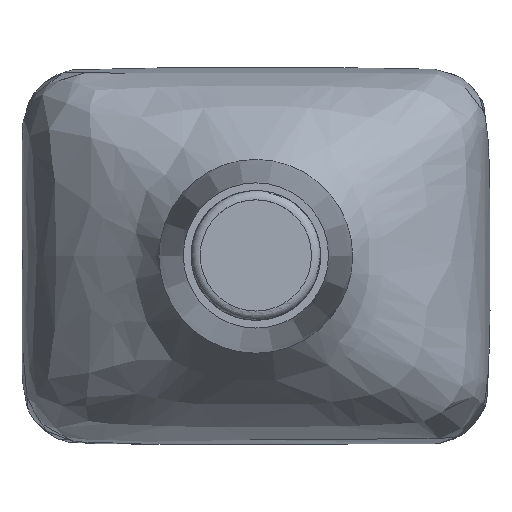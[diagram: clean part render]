
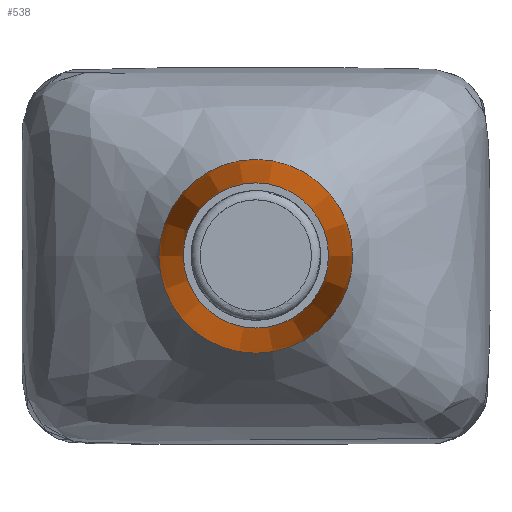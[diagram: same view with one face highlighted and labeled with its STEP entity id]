
A CAD part, top view. The second image highlights one B-rep face of the part: STEP entity #538.
In plain terms, the highlighted conical face has half-angle 3.215 degrees and reference radius 20 mm.
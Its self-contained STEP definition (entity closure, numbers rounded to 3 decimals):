
#20=CONICAL_SURFACE('',#585,20.,0.056);
#58=FACE_OUTER_BOUND('',#84,.T.);
#84=EDGE_LOOP('',(#501,#502,#503,#504));
#97=CIRCLE('',#581,20.);
#98=CIRCLE('',#584,15.);
#170=LINE('',#9297,#180);
#180=VECTOR('',#664,20.);
#245=VERTEX_POINT('',#9250);
#246=VERTEX_POINT('',#9294);
#330=EDGE_CURVE('',#245,#245,#97,.T.);
#331=EDGE_CURVE('',#246,#246,#98,.T.);
#332=EDGE_CURVE('',#246,#245,#170,.T.);
#501=ORIENTED_EDGE('',*,*,#331,.T.);
#502=ORIENTED_EDGE('',*,*,#332,.T.);
#503=ORIENTED_EDGE('',*,*,#330,.T.);
#504=ORIENTED_EDGE('',*,*,#332,.F.);
#538=ADVANCED_FACE('',(#58),#20,.T.);
#581=AXIS2_PLACEMENT_3D('',#9291,#654,#655);
#584=AXIS2_PLACEMENT_3D('',#9295,#660,#661);
#585=AXIS2_PLACEMENT_3D('',#9296,#662,#663);
#654=DIRECTION('center_axis',(0.,0.,1.));
#655=DIRECTION('ref_axis',(1.,0.,0.));
#660=DIRECTION('center_axis',(0.,0.,-1.));
#661=DIRECTION('ref_axis',(1.,0.,0.));
#662=DIRECTION('center_axis',(0.,0.,-1.));
#663=DIRECTION('ref_axis',(1.,0.,0.));
#664=DIRECTION('',(-0.056,0.,-0.998));
#9250=CARTESIAN_POINT('',(-20.,0.,152.));
#9291=CARTESIAN_POINT('Origin',(0.,0.,152.));
#9294=CARTESIAN_POINT('',(-15.,0.,241.));
#9295=CARTESIAN_POINT('Origin',(0.,0.,241.));
#9296=CARTESIAN_POINT('Origin',(0.,0.,152.));
#9297=CARTESIAN_POINT('',(-20.,0.,152.));
